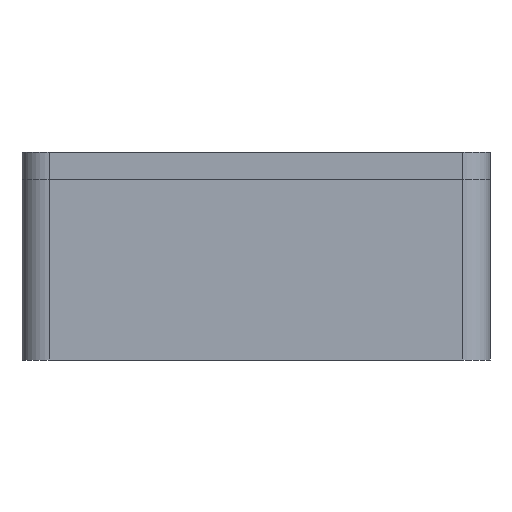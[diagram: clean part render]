
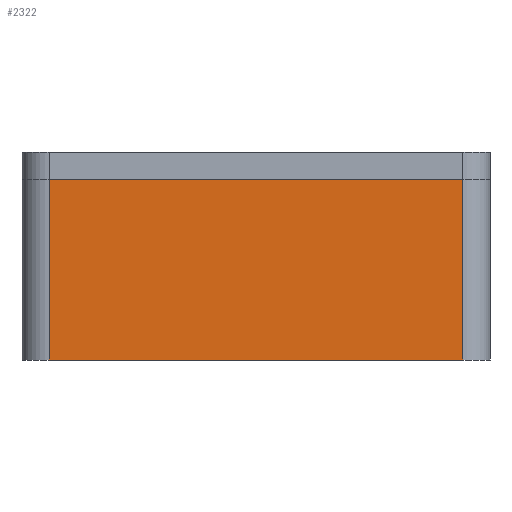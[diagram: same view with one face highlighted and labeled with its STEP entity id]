
A CAD part, left-side view. The second image highlights one B-rep face of the part: STEP entity #2322.
In plain terms, the highlighted planar face has unit normal (-1, 0, 0).
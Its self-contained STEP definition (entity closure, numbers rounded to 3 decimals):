
#97=PLANE('',#2517);
#205=FACE_OUTER_BOUND('',#337,.T.);
#337=EDGE_LOOP('',(#2007,#2008,#2009,#2010));
#391=LINE('',#3293,#624);
#508=LINE('',#3625,#741);
#512=LINE('',#3636,#745);
#514=LINE('',#3639,#747);
#624=VECTOR('',#2606,10.);
#741=VECTOR('',#2903,10.);
#745=VECTOR('',#2915,10.);
#747=VECTOR('',#2919,10.);
#965=VERTEX_POINT('',#3290);
#966=VERTEX_POINT('',#3292);
#1090=VERTEX_POINT('',#3622);
#1091=VERTEX_POINT('',#3624);
#1188=EDGE_CURVE('',#965,#966,#391,.T.);
#1359=EDGE_CURVE('',#1090,#1091,#508,.T.);
#1365=EDGE_CURVE('',#966,#1090,#512,.T.);
#1367=EDGE_CURVE('',#1091,#965,#514,.T.);
#2007=ORIENTED_EDGE('',*,*,#1365,.F.);
#2008=ORIENTED_EDGE('',*,*,#1188,.F.);
#2009=ORIENTED_EDGE('',*,*,#1367,.F.);
#2010=ORIENTED_EDGE('',*,*,#1359,.F.);
#2322=ADVANCED_FACE('',(#205),#97,.T.);
#2517=AXIS2_PLACEMENT_3D('',#3768,#3080,#3081);
#2606=DIRECTION('',(0.,1.,0.));
#2903=DIRECTION('',(0.,-1.,0.));
#2915=DIRECTION('',(0.,0.,1.));
#2919=DIRECTION('',(0.,0.,-1.));
#3080=DIRECTION('center_axis',(-1.,0.,0.));
#3081=DIRECTION('ref_axis',(0.,1.,0.));
#3290=CARTESIAN_POINT('',(-61.5,-37.75,-5.));
#3292=CARTESIAN_POINT('',(-61.5,37.75,-5.));
#3293=CARTESIAN_POINT('',(-61.5,-42.25,-5.));
#3622=CARTESIAN_POINT('',(-61.5,37.75,28.));
#3624=CARTESIAN_POINT('',(-61.5,-37.75,28.));
#3625=CARTESIAN_POINT('',(-61.5,-42.25,28.));
#3636=CARTESIAN_POINT('',(-61.5,37.75,0.));
#3639=CARTESIAN_POINT('',(-61.5,-37.75,0.));
#3768=CARTESIAN_POINT('Origin',(-61.5,-42.25,0.));
